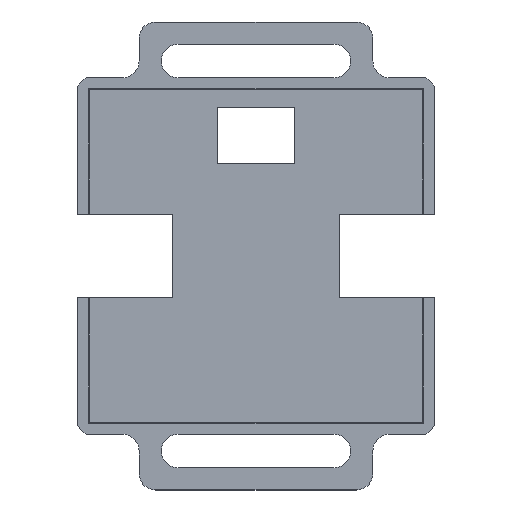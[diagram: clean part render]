
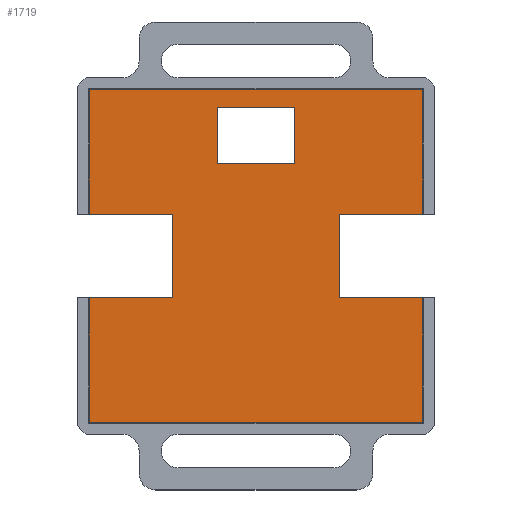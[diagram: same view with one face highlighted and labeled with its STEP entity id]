
A CAD part, top view. The second image highlights one B-rep face of the part: STEP entity #1719.
In plain terms, the highlighted planar face has unit normal (0, 0, 1).
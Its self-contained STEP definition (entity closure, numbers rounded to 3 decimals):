
#2 = ORIENTED_EDGE ( 'NONE', *, *, #1299, .T. ) ;
#11 = VECTOR ( 'NONE', #879, 1000. ) ;
#24 = CARTESIAN_POINT ( 'NONE',  ( -3.5, 8.3, 1.5 ) ) ;
#59 = LINE ( 'NONE', #1203, #1391 ) ;
#72 = CARTESIAN_POINT ( 'NONE',  ( 14.948, 14.948, 1.5 ) ) ;
#73 = VERTEX_POINT ( 'NONE', #2122 ) ;
#100 = DIRECTION ( 'NONE',  ( 0., 1., 0. ) ) ;
#117 = ORIENTED_EDGE ( 'NONE', *, *, #2044, .F. ) ;
#121 = DIRECTION ( 'NONE',  ( 0., -1., 0. ) ) ;
#149 = AXIS2_PLACEMENT_3D ( 'NONE', #1636, #855, #1162 ) ;
#155 = LINE ( 'NONE', #2119, #1249 ) ;
#174 = LINE ( 'NONE', #24, #980 ) ;
#187 = VECTOR ( 'NONE', #356, 1000. ) ;
#189 = CARTESIAN_POINT ( 'NONE',  ( -7.5, 3.75, 1.5 ) ) ;
#213 = LINE ( 'NONE', #1694, #385 ) ;
#247 = VERTEX_POINT ( 'NONE', #1673 ) ;
#292 = EDGE_CURVE ( 'NONE', #2059, #2049, #213, .T. ) ;
#299 = DIRECTION ( 'NONE',  ( 0., -1., 0. ) ) ;
#308 = CARTESIAN_POINT ( 'NONE',  ( -7.5, 0., 1.5 ) ) ;
#326 = FACE_BOUND ( 'NONE', #1190, .T. ) ;
#356 = DIRECTION ( 'NONE',  ( 1., 0., 0. ) ) ;
#359 = VECTOR ( 'NONE', #100, 1000. ) ;
#385 = VECTOR ( 'NONE', #547, 1000. ) ;
#424 = CARTESIAN_POINT ( 'NONE',  ( -3.5, 13.3, 1.5 ) ) ;
#436 = CARTESIAN_POINT ( 'NONE',  ( -3.5, 8.3, 1.5 ) ) ;
#458 = ORIENTED_EDGE ( 'NONE', *, *, #1286, .T. ) ;
#470 = LINE ( 'NONE', #1154, #187 ) ;
#475 = ORIENTED_EDGE ( 'NONE', *, *, #1648, .F. ) ;
#478 = DIRECTION ( 'NONE',  ( 0., 1., 0. ) ) ;
#484 = PLANE ( 'NONE',  #149 ) ;
#494 = VECTOR ( 'NONE', #804, 1000. ) ;
#498 = ORIENTED_EDGE ( 'NONE', *, *, #1000, .T. ) ;
#502 = ORIENTED_EDGE ( 'NONE', *, *, #1563, .F. ) ;
#536 = VECTOR ( 'NONE', #1613, 1000. ) ;
#547 = DIRECTION ( 'NONE',  ( 1., 0., 0. ) ) ;
#561 = CARTESIAN_POINT ( 'NONE',  ( 0., -3.75, 1.5 ) ) ;
#574 = CARTESIAN_POINT ( 'NONE',  ( -3.5, 8.3, 1.5 ) ) ;
#587 = EDGE_CURVE ( 'NONE', #2049, #1109, #1284, .T. ) ;
#594 = VECTOR ( 'NONE', #299, 1000. ) ;
#604 = LINE ( 'NONE', #574, #1118 ) ;
#611 = ORIENTED_EDGE ( 'NONE', *, *, #1310, .T. ) ;
#617 = EDGE_LOOP ( 'NONE', ( #2099, #751, #1123, #498, #749, #763, #1854, #735, #611, #458, #1995, #2 ) ) ;
#651 = EDGE_CURVE ( 'NONE', #1868, #1534, #1155, .T. ) ;
#707 = LINE ( 'NONE', #561, #11 ) ;
#735 = ORIENTED_EDGE ( 'NONE', *, *, #1031, .T. ) ;
#749 = ORIENTED_EDGE ( 'NONE', *, *, #1329, .T. ) ;
#751 = ORIENTED_EDGE ( 'NONE', *, *, #651, .T. ) ;
#763 = ORIENTED_EDGE ( 'NONE', *, *, #292, .T. ) ;
#801 = CARTESIAN_POINT ( 'NONE',  ( 14.948, 0., 1.5 ) ) ;
#804 = DIRECTION ( 'NONE',  ( 0., 1., 0. ) ) ;
#830 = VERTEX_POINT ( 'NONE', #72 ) ;
#837 = DIRECTION ( 'NONE',  ( 0., 1., 0. ) ) ;
#855 = DIRECTION ( 'NONE',  ( 0., 0., -1. ) ) ;
#879 = DIRECTION ( 'NONE',  ( -1., 0., 0. ) ) ;
#900 = VERTEX_POINT ( 'NONE', #1246 ) ;
#913 = CARTESIAN_POINT ( 'NONE',  ( 14.948, 3.75, 1.5 ) ) ;
#916 = CARTESIAN_POINT ( 'NONE',  ( 7.5, 3.75, 1.5 ) ) ;
#936 = VECTOR ( 'NONE', #1821, 1000. ) ;
#980 = VECTOR ( 'NONE', #2135, 1000. ) ;
#995 = LINE ( 'NONE', #1643, #1977 ) ;
#1000 = EDGE_CURVE ( 'NONE', #830, #1934, #155, .T. ) ;
#1031 = EDGE_CURVE ( 'NONE', #1109, #1333, #1129, .T. ) ;
#1084 = CARTESIAN_POINT ( 'NONE',  ( 14.948, -14.948, 1.5 ) ) ;
#1109 = VERTEX_POINT ( 'NONE', #1615 ) ;
#1118 = VECTOR ( 'NONE', #121, 1000. ) ;
#1123 = ORIENTED_EDGE ( 'NONE', *, *, #1921, .T. ) ;
#1129 = LINE ( 'NONE', #1942, #1490 ) ;
#1154 = CARTESIAN_POINT ( 'NONE',  ( 0., -14.948, 1.5 ) ) ;
#1155 = LINE ( 'NONE', #1341, #936 ) ;
#1162 = DIRECTION ( 'NONE',  ( -1., 0., 0. ) ) ;
#1164 = VERTEX_POINT ( 'NONE', #1828 ) ;
#1190 = EDGE_LOOP ( 'NONE', ( #1291, #475, #117, #502 ) ) ;
#1194 = DIRECTION ( 'NONE',  ( 0., -1., 0. ) ) ;
#1203 = CARTESIAN_POINT ( 'NONE',  ( -14.948, 0., 1.5 ) ) ;
#1223 = CARTESIAN_POINT ( 'NONE',  ( -14.948, 0., 1.5 ) ) ;
#1245 = CARTESIAN_POINT ( 'NONE',  ( 14.948, -3.75, 1.5 ) ) ;
#1246 = CARTESIAN_POINT ( 'NONE',  ( -14.948, -14.948, 1.5 ) ) ;
#1248 = EDGE_CURVE ( 'NONE', #1646, #1790, #1772, .T. ) ;
#1249 = VECTOR ( 'NONE', #1296, 1000. ) ;
#1284 = LINE ( 'NONE', #308, #594 ) ;
#1286 = EDGE_CURVE ( 'NONE', #900, #1646, #470, .T. ) ;
#1291 = ORIENTED_EDGE ( 'NONE', *, *, #1996, .F. ) ;
#1296 = DIRECTION ( 'NONE',  ( -1., 0., 0. ) ) ;
#1299 = EDGE_CURVE ( 'NONE', #1790, #1835, #707, .T. ) ;
#1310 = EDGE_CURVE ( 'NONE', #1333, #900, #1351, .T. ) ;
#1317 = CARTESIAN_POINT ( 'NONE',  ( -14.948, 3.75, 1.5 ) ) ;
#1329 = EDGE_CURVE ( 'NONE', #1934, #2059, #59, .T. ) ;
#1333 = VERTEX_POINT ( 'NONE', #1833 ) ;
#1341 = CARTESIAN_POINT ( 'NONE',  ( 0., 3.75, 1.5 ) ) ;
#1351 = LINE ( 'NONE', #1223, #1622 ) ;
#1374 = DIRECTION ( 'NONE',  ( 0., -1., 0. ) ) ;
#1391 = VECTOR ( 'NONE', #1194, 1000. ) ;
#1490 = VECTOR ( 'NONE', #1604, 1000. ) ;
#1534 = VERTEX_POINT ( 'NONE', #913 ) ;
#1561 = VECTOR ( 'NONE', #478, 1000. ) ;
#1563 = EDGE_CURVE ( 'NONE', #1164, #1917, #604, .T. ) ;
#1604 = DIRECTION ( 'NONE',  ( -1., 0., 0. ) ) ;
#1613 = DIRECTION ( 'NONE',  ( -1., 0., 0. ) ) ;
#1615 = CARTESIAN_POINT ( 'NONE',  ( -7.5, -3.75, 1.5 ) ) ;
#1622 = VECTOR ( 'NONE', #1374, 1000. ) ;
#1636 = CARTESIAN_POINT ( 'NONE',  ( 0., 0., 1.5 ) ) ;
#1643 = CARTESIAN_POINT ( 'NONE',  ( 7.5, 0., 1.5 ) ) ;
#1646 = VERTEX_POINT ( 'NONE', #1084 ) ;
#1648 = EDGE_CURVE ( 'NONE', #73, #247, #1763, .T. ) ;
#1673 = CARTESIAN_POINT ( 'NONE',  ( 3.5, 13.3, 1.5 ) ) ;
#1694 = CARTESIAN_POINT ( 'NONE',  ( 0., 3.75, 1.5 ) ) ;
#1719 = ADVANCED_FACE ( 'NONE', ( #326, #1840 ), #484, .F. ) ;
#1735 = CARTESIAN_POINT ( 'NONE',  ( 3.5, 8.3, 1.5 ) ) ;
#1763 = LINE ( 'NONE', #1735, #359 ) ;
#1772 = LINE ( 'NONE', #801, #1561 ) ;
#1774 = CARTESIAN_POINT ( 'NONE',  ( -14.948, 14.948, 1.5 ) ) ;
#1790 = VERTEX_POINT ( 'NONE', #1245 ) ;
#1821 = DIRECTION ( 'NONE',  ( 1., 0., 0. ) ) ;
#1828 = CARTESIAN_POINT ( 'NONE',  ( -3.5, 13.3, 1.5 ) ) ;
#1833 = CARTESIAN_POINT ( 'NONE',  ( -14.948, -3.75, 1.5 ) ) ;
#1835 = VERTEX_POINT ( 'NONE', #1872 ) ;
#1840 = FACE_OUTER_BOUND ( 'NONE', #617, .T. ) ;
#1854 = ORIENTED_EDGE ( 'NONE', *, *, #587, .T. ) ;
#1868 = VERTEX_POINT ( 'NONE', #916 ) ;
#1872 = CARTESIAN_POINT ( 'NONE',  ( 7.5, -3.75, 1.5 ) ) ;
#1917 = VERTEX_POINT ( 'NONE', #436 ) ;
#1920 = LINE ( 'NONE', #2097, #494 ) ;
#1921 = EDGE_CURVE ( 'NONE', #1534, #830, #1920, .T. ) ;
#1929 = LINE ( 'NONE', #424, #536 ) ;
#1934 = VERTEX_POINT ( 'NONE', #1774 ) ;
#1942 = CARTESIAN_POINT ( 'NONE',  ( 0., -3.75, 1.5 ) ) ;
#1977 = VECTOR ( 'NONE', #837, 1000. ) ;
#1995 = ORIENTED_EDGE ( 'NONE', *, *, #1248, .T. ) ;
#1996 = EDGE_CURVE ( 'NONE', #247, #1164, #1929, .T. ) ;
#2044 = EDGE_CURVE ( 'NONE', #1917, #73, #174, .T. ) ;
#2049 = VERTEX_POINT ( 'NONE', #189 ) ;
#2059 = VERTEX_POINT ( 'NONE', #1317 ) ;
#2097 = CARTESIAN_POINT ( 'NONE',  ( 14.948, 0., 1.5 ) ) ;
#2099 = ORIENTED_EDGE ( 'NONE', *, *, #2107, .T. ) ;
#2107 = EDGE_CURVE ( 'NONE', #1835, #1868, #995, .T. ) ;
#2119 = CARTESIAN_POINT ( 'NONE',  ( 0., 14.948, 1.5 ) ) ;
#2122 = CARTESIAN_POINT ( 'NONE',  ( 3.5, 8.3, 1.5 ) ) ;
#2135 = DIRECTION ( 'NONE',  ( 1., 0., 0. ) ) ;
